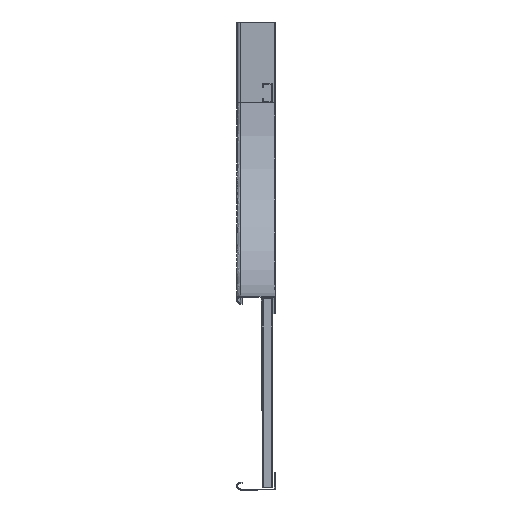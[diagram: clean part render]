
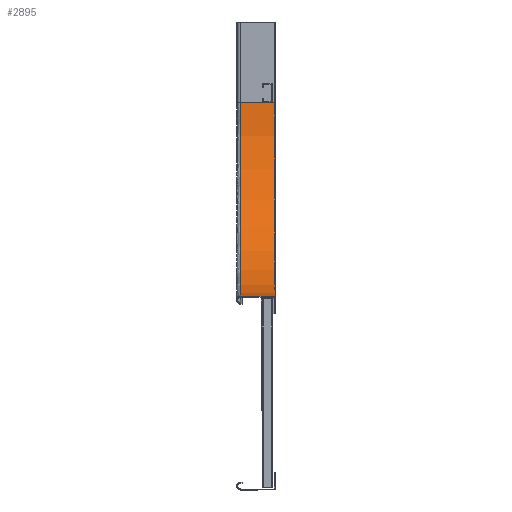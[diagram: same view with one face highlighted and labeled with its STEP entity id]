
A CAD part, left-side view. The second image highlights one B-rep face of the part: STEP entity #2895.
In plain terms, the highlighted cylindrical face has radius 300 mm (diameter 600 mm), a partial arc.
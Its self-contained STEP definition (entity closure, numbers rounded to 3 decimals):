
#320 = AXIS2_PLACEMENT_3D ( 'NONE', #5924, #865, #6763 ) ;
#326 = DIRECTION ( 'NONE',  ( 0., 0., -1. ) ) ;
#342 = DIRECTION ( 'NONE',  ( 0., -1., 0. ) ) ;
#363 = CARTESIAN_POINT ( 'NONE',  ( 300., 54., -125. ) ) ;
#865 = DIRECTION ( 'NONE',  ( 0., 1., 0. ) ) ;
#954 = ORIENTED_EDGE ( 'NONE', *, *, #8503, .F. ) ;
#1331 = EDGE_CURVE ( 'NONE', #7282, #5640, #7612, .T. ) ;
#1661 = DIRECTION ( 'NONE',  ( 0., 0., -1. ) ) ;
#1848 = VECTOR ( 'NONE', #3121, 1000. ) ;
#2280 = CARTESIAN_POINT ( 'NONE',  ( 300., 0., -425. ) ) ;
#2563 = DIRECTION ( 'NONE',  ( 0., -1., 0. ) ) ;
#2895 = ADVANCED_FACE ( 'NONE', ( #8509 ), #6469, .F. ) ;
#3121 = DIRECTION ( 'NONE',  ( 0., -1., 0. ) ) ;
#3219 = CARTESIAN_POINT ( 'NONE',  ( 300., 0., -125. ) ) ;
#3250 = VECTOR ( 'NONE', #7925, 1000. ) ;
#3279 = VERTEX_POINT ( 'NONE', #6769 ) ;
#4152 = CARTESIAN_POINT ( 'NONE',  ( 0., 54., -125. ) ) ;
#4995 = LINE ( 'NONE', #7972, #3250 ) ;
#5433 = EDGE_CURVE ( 'NONE', #6831, #7282, #4995, .T. ) ;
#5601 = AXIS2_PLACEMENT_3D ( 'NONE', #363, #342, #326 ) ;
#5640 = VERTEX_POINT ( 'NONE', #6203 ) ;
#5924 = CARTESIAN_POINT ( 'NONE',  ( 300., 0., -125. ) ) ;
#6203 = CARTESIAN_POINT ( 'NONE',  ( 300., 54., -425. ) ) ;
#6467 = ORIENTED_EDGE ( 'NONE', *, *, #1331, .F. ) ;
#6469 = CYLINDRICAL_SURFACE ( 'NONE', #8890, 300. ) ;
#6612 = CIRCLE ( 'NONE', #320, 300. ) ;
#6763 = DIRECTION ( 'NONE',  ( 0., 0., -1. ) ) ;
#6769 = CARTESIAN_POINT ( 'NONE',  ( 300., 0., -425. ) ) ;
#6831 = VERTEX_POINT ( 'NONE', #7190 ) ;
#7190 = CARTESIAN_POINT ( 'NONE',  ( 0., 0., -125. ) ) ;
#7282 = VERTEX_POINT ( 'NONE', #4152 ) ;
#7612 = CIRCLE ( 'NONE', #5601, 300. ) ;
#7925 = DIRECTION ( 'NONE',  ( 0., 1., 0. ) ) ;
#7972 = CARTESIAN_POINT ( 'NONE',  ( 0., 0., -125. ) ) ;
#8503 = EDGE_CURVE ( 'NONE', #3279, #6831, #6612, .T. ) ;
#8509 = FACE_OUTER_BOUND ( 'NONE', #9247, .T. ) ;
#8890 = AXIS2_PLACEMENT_3D ( 'NONE', #3219, #2563, #1661 ) ;
#9247 = EDGE_LOOP ( 'NONE', ( #9373, #954, #10884, #6467 ) ) ;
#9373 = ORIENTED_EDGE ( 'NONE', *, *, #5433, .F. ) ;
#10836 = LINE ( 'NONE', #2280, #1848 ) ;
#10880 = EDGE_CURVE ( 'NONE', #5640, #3279, #10836, .T. ) ;
#10884 = ORIENTED_EDGE ( 'NONE', *, *, #10880, .F. ) ;
